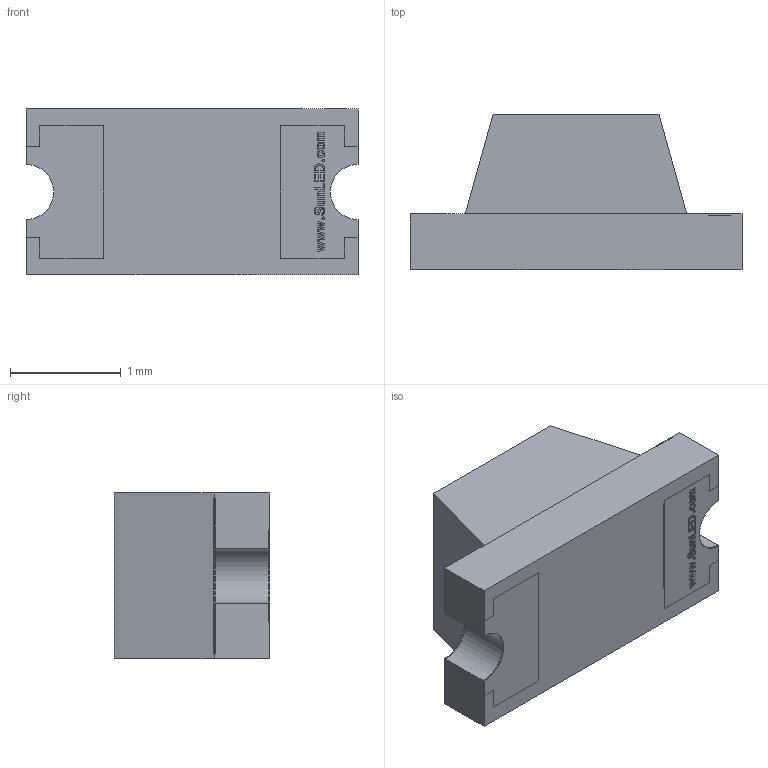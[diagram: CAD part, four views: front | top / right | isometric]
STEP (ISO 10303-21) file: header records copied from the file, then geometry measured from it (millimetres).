
FILE_DESCRIPTION (( 'STEP AP214' ), '1' );
FILE_NAME ('XZxx60.STEP', '2015-08-26T22:48:14', ( '' ), ( '' ), 'SwSTEP 2.0', 'SolidWorks 2012', '' );
FILE_SCHEMA (( 'AUTOMOTIVE_DESIGN' ));
Length unit declared in the file: millimetre
Products named in the file (1): XZxx60
Bounding box: 3 x 1.4 x 1.5 mm (x, y, z)
Volume: 4.5 mm3; surface area: 30.5 mm2
Topology: 8 solids, 8 shells, 413 faces, 1095 edges, 730 vertices
Faces by surface type: plane 287, bspline 114, cylinder 8, sphere 2, cone 2
Entity records: 21808 total; most frequent: CARTESIAN_POINT 8473, ORIENTED_EDGE 2180, DIRECTION 1486, EDGE_CURVE 1090, VECTOR 838, LINE 838, VERTEX_POINT 727, EDGE_LOOP 447
